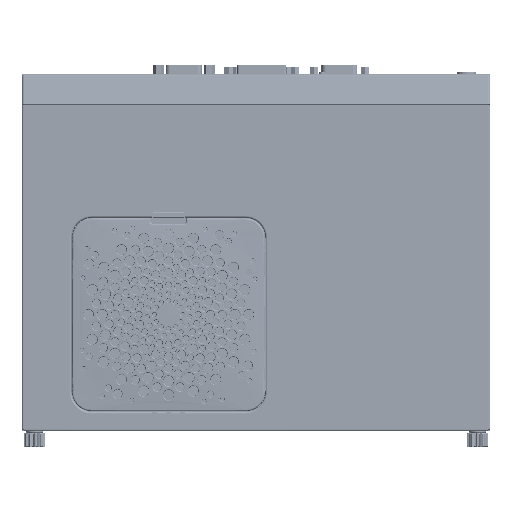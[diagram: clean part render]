
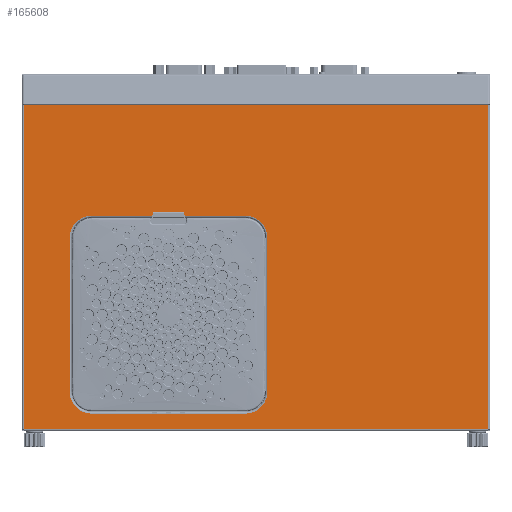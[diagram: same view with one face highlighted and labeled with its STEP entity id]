
A CAD part, top view. The second image highlights one B-rep face of the part: STEP entity #165608.
In plain terms, the highlighted face is planar.
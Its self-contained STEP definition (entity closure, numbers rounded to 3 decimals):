
#14810=DIRECTION('',(-1.,0.,0.));
#14811=VECTOR('',#14810,228.4);
#14812=CARTESIAN_POINT('',(4.2,60.5,12.46));
#14813=LINE('',#14812,#14811);
#14817=DIRECTION('',(0.,0.,-1.));
#14818=VECTOR('',#14817,0.25);
#14819=CARTESIAN_POINT('',(-154.25,60.5,164.56));
#14820=LINE('',#14819,#14818);
#14824=DIRECTION('',(-1.,0.,0.));
#14825=VECTOR('',#14824,2.5);
#14826=CARTESIAN_POINT('',(-151.75,60.5,164.56));
#14827=LINE('',#14826,#14825);
#14831=DIRECTION('',(0.,0.,1.));
#14832=VECTOR('',#14831,0.25);
#14833=CARTESIAN_POINT('',(-151.75,60.5,164.31));
#14834=LINE('',#14833,#14832);
#14838=DIRECTION('',(0.,0.,-1.));
#14839=VECTOR('',#14838,0.25);
#14840=CARTESIAN_POINT('',(-147.5,60.5,164.56));
#14841=LINE('',#14840,#14839);
#14845=DIRECTION('',(-1.,0.,0.));
#14846=VECTOR('',#14845,2.5);
#14847=CARTESIAN_POINT('',(-145.,60.5,164.56));
#14848=LINE('',#14847,#14846);
#14852=DIRECTION('',(0.,0.,1.));
#14853=VECTOR('',#14852,0.25);
#14854=CARTESIAN_POINT('',(-145.,60.5,164.31));
#14855=LINE('',#14854,#14853);
#14859=CARTESIAN_POINT('',(-115.35,60.5,153.31));
#14860=DIRECTION('',(0.,-1.,0.));
#14861=DIRECTION('',(1.,0.,0.));
#14862=AXIS2_PLACEMENT_3D('',#14859,#14860,#14861);
#14867=CARTESIAN_POINT('',(-115.35,60.5,78.01));
#14868=DIRECTION('',(0.,-1.,0.));
#14869=DIRECTION('',(0.,0.,-1.));
#14870=AXIS2_PLACEMENT_3D('',#14867,#14868,#14869);
#14875=DIRECTION('',(0.,0.,1.));
#14876=VECTOR('',#14875,0.45);
#14877=CARTESIAN_POINT('',(-145.,60.5,66.56));
#14878=LINE('',#14877,#14876);
#14882=DIRECTION('',(1.,0.,0.));
#14883=VECTOR('',#14882,0.5);
#14884=CARTESIAN_POINT('',(-145.5,60.5,66.56));
#14885=LINE('',#14884,#14883);
#14889=DIRECTION('',(1.,0.,0.));
#14890=VECTOR('',#14889,15.);
#14891=CARTESIAN_POINT('',(-160.5,60.5,66.56));
#14892=LINE('',#14891,#14890);
#14896=DIRECTION('',(1.,0.,0.));
#14897=VECTOR('',#14896,0.5);
#14898=CARTESIAN_POINT('',(-161.,60.5,66.56));
#14899=LINE('',#14898,#14897);
#14903=DIRECTION('',(0.,0.,-1.));
#14904=VECTOR('',#14903,0.45);
#14905=CARTESIAN_POINT('',(-161.,60.5,67.01));
#14906=LINE('',#14905,#14904);
#14910=CARTESIAN_POINT('',(-190.65,60.5,78.01));
#14911=DIRECTION('',(0.,-1.,0.));
#14912=DIRECTION('',(-1.,0.,0.));
#14913=AXIS2_PLACEMENT_3D('',#14910,#14911,#14912);
#14918=CARTESIAN_POINT('',(-190.65,60.5,153.31));
#14919=DIRECTION('',(0.,-1.,0.));
#14920=DIRECTION('',(0.,0.,1.));
#14921=AXIS2_PLACEMENT_3D('',#14918,#14919,#14920);
#14926=DIRECTION('',(0.,0.,-1.));
#14927=VECTOR('',#14926,0.25);
#14928=CARTESIAN_POINT('',(-161.,60.5,164.56));
#14929=LINE('',#14928,#14927);
#14933=DIRECTION('',(-1.,0.,0.));
#14934=VECTOR('',#14933,2.5);
#14935=CARTESIAN_POINT('',(-158.5,60.5,164.56));
#14936=LINE('',#14935,#14934);
#14940=DIRECTION('',(0.,0.,1.));
#14941=VECTOR('',#14940,0.25);
#14942=CARTESIAN_POINT('',(-158.5,60.5,164.31));
#14943=LINE('',#14942,#14941);
#14954=DIRECTION('',(0.,0.,-1.));
#14955=VECTOR('',#14954,159.6);
#14956=CARTESIAN_POINT('',(-224.2,60.5,172.06));
#14957=LINE('',#14956,#14955);
#15560=DIRECTION('',(-1.,0.,0.));
#15561=VECTOR('',#15560,228.4);
#15562=CARTESIAN_POINT('',(4.2,60.5,172.06));
#15563=LINE('',#15562,#15561);
#22000=DIRECTION('',(0.,0.,1.));
#22001=VECTOR('',#22000,159.6);
#22002=CARTESIAN_POINT('',(4.2,60.5,12.46));
#22003=LINE('',#22002,#22001);
#82073=DIRECTION('',(1.,0.,0.));
#82074=VECTOR('',#82073,4.25);
#82075=CARTESIAN_POINT('',(-151.75,60.5,164.31));
#82076=LINE('',#82075,#82074);
#82166=DIRECTION('',(1.,0.,0.));
#82167=VECTOR('',#82166,29.65);
#82168=CARTESIAN_POINT('',(-145.,60.5,164.31));
#82169=LINE('',#82168,#82167);
#82196=DIRECTION('',(0.,0.,-1.));
#82197=VECTOR('',#82196,75.3);
#82198=CARTESIAN_POINT('',(-104.35,60.5,153.31));
#82199=LINE('',#82198,#82197);
#82226=DIRECTION('',(-1.,0.,0.));
#82227=VECTOR('',#82226,29.65);
#82228=CARTESIAN_POINT('',(-115.35,60.5,67.01));
#82229=LINE('',#82228,#82227);
#82284=DIRECTION('',(1.,0.,0.));
#82285=VECTOR('',#82284,4.25);
#82286=CARTESIAN_POINT('',(-158.5,60.5,164.31));
#82287=LINE('',#82286,#82285);
#82377=DIRECTION('',(1.,0.,0.));
#82378=VECTOR('',#82377,29.65);
#82379=CARTESIAN_POINT('',(-190.65,60.5,164.31));
#82380=LINE('',#82379,#82378);
#82407=DIRECTION('',(0.,0.,1.));
#82408=VECTOR('',#82407,75.3);
#82409=CARTESIAN_POINT('',(-201.65,60.5,78.01));
#82410=LINE('',#82409,#82408);
#82437=DIRECTION('',(-1.,0.,0.));
#82438=VECTOR('',#82437,29.65);
#82439=CARTESIAN_POINT('',(-161.,60.5,67.01));
#82440=LINE('',#82439,#82438);
#149874=CARTESIAN_POINT('',(-151.75,60.5,164.31));
#149876=VERTEX_POINT('',#149874);
#150270=CARTESIAN_POINT('',(-145.,60.5,164.31));
#150271=CARTESIAN_POINT('',(-145.,60.5,164.56));
#150272=VERTEX_POINT('',#150270);
#150273=VERTEX_POINT('',#150271);
#150649=CARTESIAN_POINT('',(-145.,60.5,66.56));
#150650=CARTESIAN_POINT('',(-145.,60.5,67.01));
#150651=VERTEX_POINT('',#150649);
#150652=VERTEX_POINT('',#150650);
#150806=CARTESIAN_POINT('',(-154.25,60.5,164.56));
#150807=CARTESIAN_POINT('',(-154.25,60.5,164.31));
#150808=VERTEX_POINT('',#150806);
#150809=VERTEX_POINT('',#150807);
#151431=CARTESIAN_POINT('',(-147.5,60.5,164.56));
#151432=VERTEX_POINT('',#151431);
#152631=CARTESIAN_POINT('',(-104.35,60.5,153.31));
#152633=VERTEX_POINT('',#152631);
#152842=CARTESIAN_POINT('',(-201.65,60.5,78.01));
#152843=CARTESIAN_POINT('',(-201.65,60.5,153.31));
#152844=VERTEX_POINT('',#152842);
#152845=VERTEX_POINT('',#152843);
#152898=CARTESIAN_POINT('',(4.2,60.5,12.46));
#152899=CARTESIAN_POINT('',(-224.2,60.5,12.46));
#152900=VERTEX_POINT('',#152898);
#152901=VERTEX_POINT('',#152899);
#153898=CARTESIAN_POINT('',(-224.2,60.5,172.06));
#153899=VERTEX_POINT('',#153898);
#154210=CARTESIAN_POINT('',(-160.5,60.5,66.56));
#154211=VERTEX_POINT('',#154210);
#155375=CARTESIAN_POINT('',(-145.5,60.5,66.56));
#155376=VERTEX_POINT('',#155375);
#155450=CARTESIAN_POINT('',(-147.5,60.5,164.31));
#155452=VERTEX_POINT('',#155450);
#155882=CARTESIAN_POINT('',(-161.,60.5,164.56));
#155884=VERTEX_POINT('',#155882);
#157490=CARTESIAN_POINT('',(-161.,60.5,67.01));
#157491=CARTESIAN_POINT('',(-190.65,60.5,67.01));
#157492=VERTEX_POINT('',#157490);
#157493=VERTEX_POINT('',#157491);
#158415=CARTESIAN_POINT('',(4.2,60.5,172.06));
#158416=VERTEX_POINT('',#158415);
#159081=CARTESIAN_POINT('',(-115.35,60.5,164.31));
#159082=VERTEX_POINT('',#159081);
#159148=CARTESIAN_POINT('',(-190.65,60.5,164.31));
#159150=VERTEX_POINT('',#159148);
#159422=CARTESIAN_POINT('',(-151.75,60.5,164.56));
#159423=VERTEX_POINT('',#159422);
#159924=CARTESIAN_POINT('',(-161.,60.5,164.31));
#159925=VERTEX_POINT('',#159924);
#159926=CARTESIAN_POINT('',(-115.35,60.5,67.01));
#159927=CARTESIAN_POINT('',(-104.35,60.5,78.01));
#159928=VERTEX_POINT('',#159926);
#159929=VERTEX_POINT('',#159927);
#160429=CARTESIAN_POINT('',(-158.5,60.5,164.31));
#160430=CARTESIAN_POINT('',(-158.5,60.5,164.56));
#160431=VERTEX_POINT('',#160429);
#160432=VERTEX_POINT('',#160430);
#161430=CARTESIAN_POINT('',(-161.,60.5,66.56));
#161431=VERTEX_POINT('',#161430);
#165543=CARTESIAN_POINT('',(-225.,60.5,172.66));
#165544=DIRECTION('',(0.,1.,0.));
#165545=DIRECTION('',(0.,0.,1.));
#165546=AXIS2_PLACEMENT_3D('',#165543,#165544,#165545);
#165547=PLANE('',#165546);
#165549=ORIENTED_EDGE('',*,*,#165548,.T.);
#165551=ORIENTED_EDGE('',*,*,#165550,.F.);
#165553=ORIENTED_EDGE('',*,*,#165552,.T.);
#165555=ORIENTED_EDGE('',*,*,#165554,.T.);
#165556=EDGE_LOOP('',(#165549,#165551,#165553,#165555));
#165557=FACE_OUTER_BOUND('',#165556,.F.);
#165559=ORIENTED_EDGE('',*,*,#165558,.F.);
#165561=ORIENTED_EDGE('',*,*,#165560,.F.);
#165563=ORIENTED_EDGE('',*,*,#165562,.F.);
#165565=ORIENTED_EDGE('',*,*,#165564,.T.);
#165567=ORIENTED_EDGE('',*,*,#165566,.F.);
#165569=ORIENTED_EDGE('',*,*,#165568,.F.);
#165571=ORIENTED_EDGE('',*,*,#165570,.F.);
#165573=ORIENTED_EDGE('',*,*,#165572,.T.);
#165575=ORIENTED_EDGE('',*,*,#165574,.F.);
#165577=ORIENTED_EDGE('',*,*,#165576,.T.);
#165579=ORIENTED_EDGE('',*,*,#165578,.F.);
#165581=ORIENTED_EDGE('',*,*,#165580,.T.);
#165582=ORIENTED_EDGE('',*,*,#165428,.F.);
#165583=ORIENTED_EDGE('',*,*,#165442,.F.);
#165585=ORIENTED_EDGE('',*,*,#165584,.F.);
#165586=ORIENTED_EDGE('',*,*,#165523,.F.);
#165587=ORIENTED_EDGE('',*,*,#165534,.F.);
#165589=ORIENTED_EDGE('',*,*,#165588,.T.);
#165591=ORIENTED_EDGE('',*,*,#165590,.F.);
#165593=ORIENTED_EDGE('',*,*,#165592,.T.);
#165595=ORIENTED_EDGE('',*,*,#165594,.F.);
#165597=ORIENTED_EDGE('',*,*,#165596,.T.);
#165599=ORIENTED_EDGE('',*,*,#165598,.F.);
#165601=ORIENTED_EDGE('',*,*,#165600,.F.);
#165603=ORIENTED_EDGE('',*,*,#165602,.F.);
#165605=ORIENTED_EDGE('',*,*,#165604,.T.);
#165606=EDGE_LOOP('',(#165559,#165561,#165563,#165565,#165567,#165569,#165571,
#165573,#165575,#165577,#165579,#165581,#165582,#165583,#165585,#165586,#165587,
#165589,#165591,#165593,#165595,#165597,#165599,#165601,#165603,#165605));
#165607=FACE_BOUND('',#165606,.F.);
#14863=CIRCLE('',#14862,11.);
#14871=CIRCLE('',#14870,11.);
#14914=CIRCLE('',#14913,11.);
#14922=CIRCLE('',#14921,11.);
#165428=EDGE_CURVE('',#150651,#150652,#14878,.T.);
#165442=EDGE_CURVE('',#155376,#150651,#14885,.T.);
#165523=EDGE_CURVE('',#161431,#154211,#14899,.T.);
#165534=EDGE_CURVE('',#157492,#161431,#14906,.T.);
#165548=EDGE_CURVE('',#153899,#152901,#14957,.T.);
#165550=EDGE_CURVE('',#152900,#152901,#14813,.T.);
#165552=EDGE_CURVE('',#152900,#158416,#22003,.T.);
#165554=EDGE_CURVE('',#158416,#153899,#15563,.T.);
#165558=EDGE_CURVE('',#150808,#150809,#14820,.T.);
#165560=EDGE_CURVE('',#159423,#150808,#14827,.T.);
#165562=EDGE_CURVE('',#149876,#159423,#14834,.T.);
#165564=EDGE_CURVE('',#149876,#155452,#82076,.T.);
#165566=EDGE_CURVE('',#151432,#155452,#14841,.T.);
#165568=EDGE_CURVE('',#150273,#151432,#14848,.T.);
#165570=EDGE_CURVE('',#150272,#150273,#14855,.T.);
#165572=EDGE_CURVE('',#150272,#159082,#82169,.T.);
#165574=EDGE_CURVE('',#152633,#159082,#14863,.T.);
#165576=EDGE_CURVE('',#152633,#159929,#82199,.T.);
#165578=EDGE_CURVE('',#159928,#159929,#14871,.T.);
#165580=EDGE_CURVE('',#159928,#150652,#82229,.T.);
#165584=EDGE_CURVE('',#154211,#155376,#14892,.T.);
#165588=EDGE_CURVE('',#157492,#157493,#82440,.T.);
#165590=EDGE_CURVE('',#152844,#157493,#14914,.T.);
#165592=EDGE_CURVE('',#152844,#152845,#82410,.T.);
#165594=EDGE_CURVE('',#159150,#152845,#14922,.T.);
#165596=EDGE_CURVE('',#159150,#159925,#82380,.T.);
#165598=EDGE_CURVE('',#155884,#159925,#14929,.T.);
#165600=EDGE_CURVE('',#160432,#155884,#14936,.T.);
#165602=EDGE_CURVE('',#160431,#160432,#14943,.T.);
#165604=EDGE_CURVE('',#160431,#150809,#82287,.T.);
#165608=ADVANCED_FACE('',(#165557,#165607),#165547,.T.);
